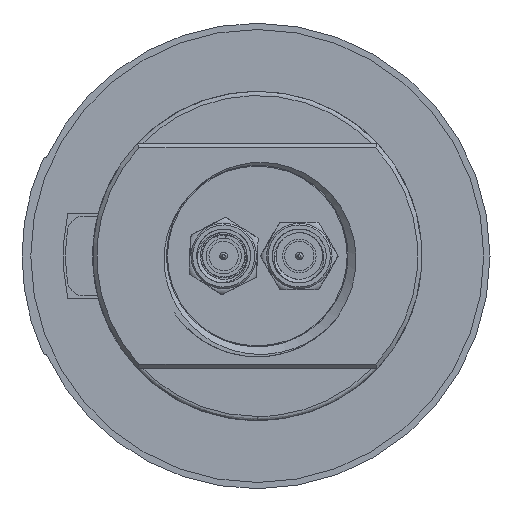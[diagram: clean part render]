
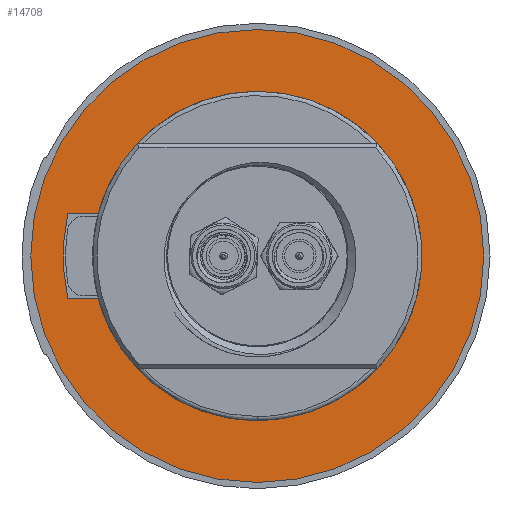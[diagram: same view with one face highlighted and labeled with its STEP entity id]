
A CAD part, front view. The second image highlights one B-rep face of the part: STEP entity #14708.
In plain terms, the highlighted planar face has unit normal (0, -1, 0).
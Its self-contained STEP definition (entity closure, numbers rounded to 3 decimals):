
#315 = VERTEX_POINT ( 'NONE', #2136 ) ;
#854 = AXIS2_PLACEMENT_3D ( 'NONE', #15622, #11648, #13077 ) ;
#1125 = ORIENTED_EDGE ( 'NONE', *, *, #6851, .T. ) ;
#1226 = DIRECTION ( 'NONE',  ( 0., 0., 1. ) ) ;
#1636 = EDGE_CURVE ( 'NONE', #315, #10211, #7785, .T. ) ;
#2136 = CARTESIAN_POINT ( 'NONE',  ( -16.233, -6., -5.05 ) ) ;
#4248 = CARTESIAN_POINT ( 'NONE',  ( -16.233, -6., 5.05 ) ) ;
#4373 = DIRECTION ( 'NONE',  ( 0., 0., -1. ) ) ;
#4684 = CARTESIAN_POINT ( 'NONE',  ( -21.665, -6., -5.05 ) ) ;
#4992 = ORIENTED_EDGE ( 'NONE', *, *, #12260, .T. ) ;
#5009 = CIRCLE ( 'NONE', #13539, 26.96 ) ;
#5066 = DIRECTION ( 'NONE',  ( 0., 0., 1. ) ) ;
#6231 = CARTESIAN_POINT ( 'NONE',  ( -22.541, -6., -5.05 ) ) ;
#6851 = EDGE_CURVE ( 'NONE', #8993, #12366, #10327, .T. ) ;
#6918 = CARTESIAN_POINT ( 'NONE',  ( -22.541, -6., 5.05 ) ) ;
#7180 = VERTEX_POINT ( 'NONE', #13054 ) ;
#7304 = ORIENTED_EDGE ( 'NONE', *, *, #13900, .T. ) ;
#7411 = VERTEX_POINT ( 'NONE', #11052 ) ;
#7785 = LINE ( 'NONE', #4684, #14807 ) ;
#8071 = DIRECTION ( 'NONE',  ( 0., 0., 1. ) ) ;
#8533 = EDGE_LOOP ( 'NONE', ( #4992, #16115 ) ) ;
#8993 = VERTEX_POINT ( 'NONE', #6918 ) ;
#9370 = AXIS2_PLACEMENT_3D ( 'NONE', #11703, #12973, #5066 ) ;
#9404 = CARTESIAN_POINT ( 'NONE',  ( 0., -6., 0. ) ) ;
#9672 = EDGE_CURVE ( 'NONE', #7411, #7180, #11561, .T. ) ;
#10097 = ORIENTED_EDGE ( 'NONE', *, *, #1636, .T. ) ;
#10211 = VERTEX_POINT ( 'NONE', #6231 ) ;
#10322 = PLANE ( 'NONE',  #9370 ) ;
#10327 = LINE ( 'NONE', #16727, #13657 ) ;
#10519 = DIRECTION ( 'NONE',  ( 0., -1., 0. ) ) ;
#10863 = EDGE_LOOP ( 'NONE', ( #12580, #1125, #7304, #10097 ) ) ;
#11052 = CARTESIAN_POINT ( 'NONE',  ( 0., -6., -26.96 ) ) ;
#11062 = CARTESIAN_POINT ( 'NONE',  ( 0., -6., 0. ) ) ;
#11561 = CIRCLE ( 'NONE', #15755, 26.96 ) ;
#11648 = DIRECTION ( 'NONE',  ( 0., 1., 0. ) ) ;
#11703 = CARTESIAN_POINT ( 'NONE',  ( -21.665, -6., 10.218 ) ) ;
#11788 = CARTESIAN_POINT ( 'NONE',  ( 0., -6., 0. ) ) ;
#12260 = EDGE_CURVE ( 'NONE', #7180, #7411, #5009, .T. ) ;
#12355 = FACE_OUTER_BOUND ( 'NONE', #8533, .T. ) ;
#12366 = VERTEX_POINT ( 'NONE', #4248 ) ;
#12580 = ORIENTED_EDGE ( 'NONE', *, *, #16359, .T. ) ;
#12973 = DIRECTION ( 'NONE',  ( 0., -1., 0. ) ) ;
#13046 = CIRCLE ( 'NONE', #15583, 23.1 ) ;
#13054 = CARTESIAN_POINT ( 'NONE',  ( 0., -6., 26.96 ) ) ;
#13077 = DIRECTION ( 'NONE',  ( 0., 0., 1. ) ) ;
#13247 = DIRECTION ( 'NONE',  ( 0., -1., 0. ) ) ;
#13356 = FACE_BOUND ( 'NONE', #10863, .T. ) ;
#13539 = AXIS2_PLACEMENT_3D ( 'NONE', #11788, #10519, #1226 ) ;
#13657 = VECTOR ( 'NONE', #15229, 1000. ) ;
#13900 = EDGE_CURVE ( 'NONE', #12366, #315, #16696, .T. ) ;
#14708 = ADVANCED_FACE ( 'NONE', ( #12355, #13356 ), #10322, .T. ) ;
#14807 = VECTOR ( 'NONE', #15124, 1000. ) ;
#14870 = DIRECTION ( 'NONE',  ( 0., 1., 0. ) ) ;
#15124 = DIRECTION ( 'NONE',  ( -1., 0., 0. ) ) ;
#15229 = DIRECTION ( 'NONE',  ( 1., 0., 0. ) ) ;
#15583 = AXIS2_PLACEMENT_3D ( 'NONE', #11062, #14870, #4373 ) ;
#15622 = CARTESIAN_POINT ( 'NONE',  ( 0., -6., 0. ) ) ;
#15755 = AXIS2_PLACEMENT_3D ( 'NONE', #9404, #13247, #8071 ) ;
#16115 = ORIENTED_EDGE ( 'NONE', *, *, #9672, .T. ) ;
#16359 = EDGE_CURVE ( 'NONE', #10211, #8993, #13046, .T. ) ;
#16696 = CIRCLE ( 'NONE', #854, 17. ) ;
#16727 = CARTESIAN_POINT ( 'NONE',  ( -21.665, -6., 5.05 ) ) ;
